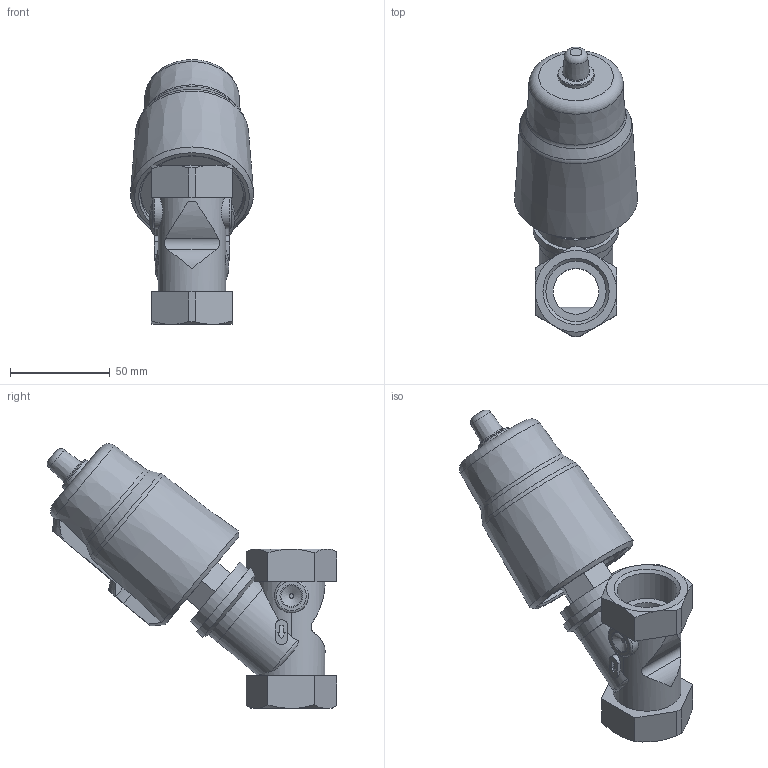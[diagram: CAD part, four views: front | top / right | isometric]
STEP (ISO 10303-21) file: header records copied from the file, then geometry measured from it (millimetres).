
FILE_DESCRIPTION(/* description */ ('STEP AP214'),/* implementation_level */ '2;1');
FILE_NAME(/* name */ '3539247_VZXF-L-M22C-M-A-G1-230-H3B1V-50-V',/* time_stamp */ '2024-09-18T12:21:37+02:00',/* author */ ('License CC BY-ND 4.0'),/* organization */ ('CADENAS'),/* preprocessor_version */ 'ST-DEVELOPER v19.3',/* originating_system */ 'PARTsolutions',/* authorisation */ ' ');
FILE_SCHEMA (('INTEGRATED_CNC_SCHEMA','AUTOMOTIVE_DESIGN {1 0 10303 214 3 1 1}'));
Length unit declared in the file: millimetre
Products named in the file (2): 3539247 VZXF-L-M22C-M-A-G1-230-H3B1V-50-V; 1001805 VZXF-L-M22C-M-A-G1-230-H3B1V-50-V---(V)
Assembly tree (1 placements, depth 2):
  3539247 VZXF-L-M22C-M-A-G1-230-H3B1V-50-V
    1001805 VZXF-L-M22C-M-A-G1-230-H3B1V-50-V---(V)
Bounding box: 61.6 x 145.35 x 133 mm (x, y, z)
Volume: 287850.7 mm3; surface area: 44030 mm2
Topology: 1 solids, 1 shells, 139 faces, 348 edges, 225 vertices
Faces by surface type: plane 69, cylinder 30, cone 28, torus 12
Full cylindrical faces by diameter (mm): 8.566 x1, 18.2 x1, 23 x1, 30.291 x2, 34 x1, 39 x1, 51.7 x1
Entity records: 4267 total; most frequent: CARTESIAN_POINT 1145, ORIENTED_EDGE 628, DIRECTION 606, EDGE_CURVE 314, AXIS2_PLACEMENT_3D 243, VERTEX_POINT 216, EDGE_LOOP 178, FACE_BOUND 178
